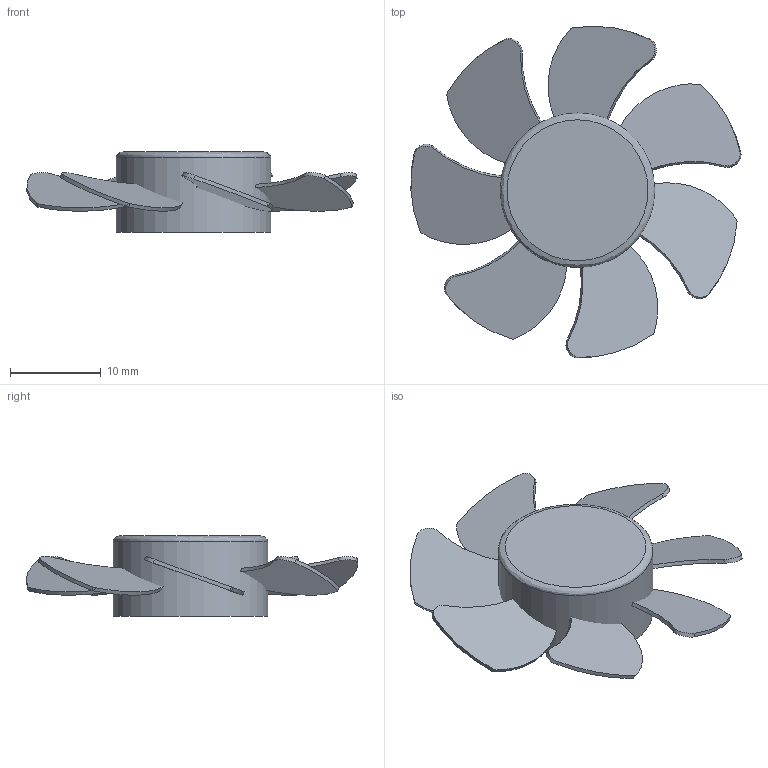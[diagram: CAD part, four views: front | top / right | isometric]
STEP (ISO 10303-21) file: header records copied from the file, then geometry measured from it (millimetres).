
FILE_DESCRIPTION(/* description */ (''),/* implementation_level */ '2;1');
FILE_NAME(/* name */ 'Noctua nf-a8-pwm fan 80x80x25 v2.stp',/* time_stamp */ '2021-03-18T18:28:59-04:00',/* author */ ('dkiiv'),/* organization */ (''),/* preprocessor_version */ 'ST-DEVELOPER v18',/* originating_system */ 'Autodesk Inventor 2020',/* authorisation */ '');
FILE_SCHEMA (('AUTOMOTIVE_DESIGN { 1 0 10303 214 3 1 1 }'));
Length unit declared in the file: millimetre
Products named in the file (1): Noctua nf-a8-pwm fan 80x80x25 v2
Bounding box: 36.3 x 36.48 x 8.8 mm (x, y, z)
Volume: 2325.4 mm3; surface area: 2659.5 mm2
Topology: 8 solids, 8 shells, 95 faces, 223 edges, 144 vertices
Faces by surface type: bspline 78, plane 16, cylinder 1
Full cylindrical faces by diameter (mm): 17 x1
Entity records: 5247 total; most frequent: CARTESIAN_POINT 3315, ORIENTED_EDGE 446, DIRECTION 306, EDGE_CURVE 223, VERTEX_POINT 144, AXIS2_PLACEMENT_3D 121, ELLIPSE 99, FACE_OUTER_BOUND 95
